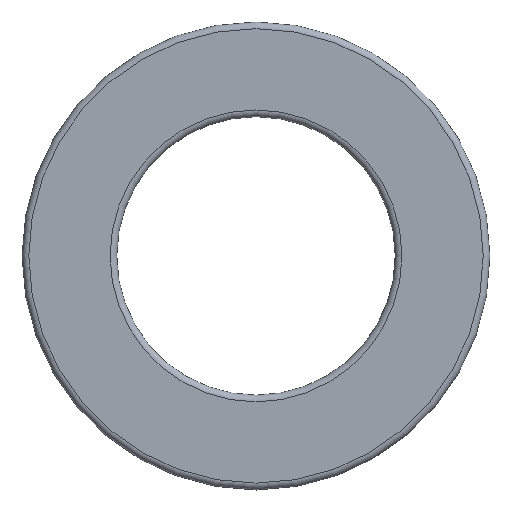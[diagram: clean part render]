
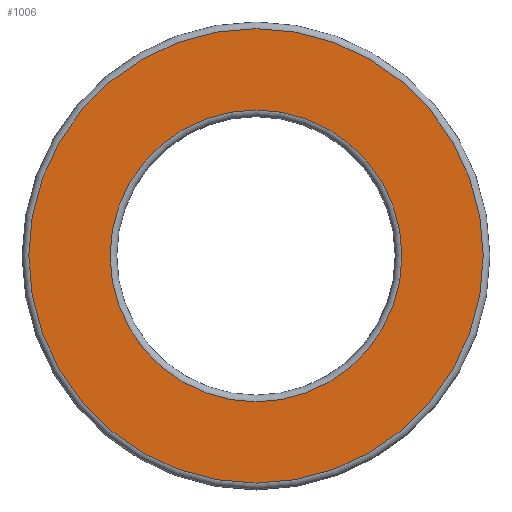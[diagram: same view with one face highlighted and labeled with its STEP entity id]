
A CAD part, top view. The second image highlights one B-rep face of the part: STEP entity #1006.
In plain terms, the highlighted face is planar.
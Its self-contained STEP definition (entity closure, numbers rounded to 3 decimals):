
#112=FACE_BOUND('',#220,.T.);
#118=PLANE('',#1106);
#162=FACE_OUTER_BOUND('',#219,.T.);
#219=EDGE_LOOP('',(#707));
#220=EDGE_LOOP('',(#708));
#268=CIRCLE('',#1083,13.1);
#282=CIRCLE('',#1103,20.4);
#359=VERTEX_POINT('',#1752);
#370=VERTEX_POINT('',#1786);
#486=EDGE_CURVE('',#359,#359,#268,.T.);
#504=EDGE_CURVE('',#370,#370,#282,.T.);
#707=ORIENTED_EDGE('',*,*,#504,.F.);
#708=ORIENTED_EDGE('',*,*,#486,.T.);
#1006=ADVANCED_FACE('',(#162,#112),#118,.T.);
#1083=AXIS2_PLACEMENT_3D('',#1753,#1331,#1332);
#1103=AXIS2_PLACEMENT_3D('',#1788,#1375,#1376);
#1106=AXIS2_PLACEMENT_3D('',#1791,#1381,#1382);
#1331=DIRECTION('center_axis',(0.,-1.,0.));
#1332=DIRECTION('ref_axis',(1.,0.,0.));
#1375=DIRECTION('center_axis',(0.,-1.,0.));
#1376=DIRECTION('ref_axis',(1.,0.,0.));
#1381=DIRECTION('center_axis',(0.,1.,0.));
#1382=DIRECTION('ref_axis',(-1.,0.,0.));
#1752=CARTESIAN_POINT('',(0.,11.,13.1));
#1753=CARTESIAN_POINT('Origin',(0.,11.,0.));
#1786=CARTESIAN_POINT('',(0.,11.,20.4));
#1788=CARTESIAN_POINT('Origin',(0.,11.,0.));
#1791=CARTESIAN_POINT('Origin',(16.75,11.,0.));
